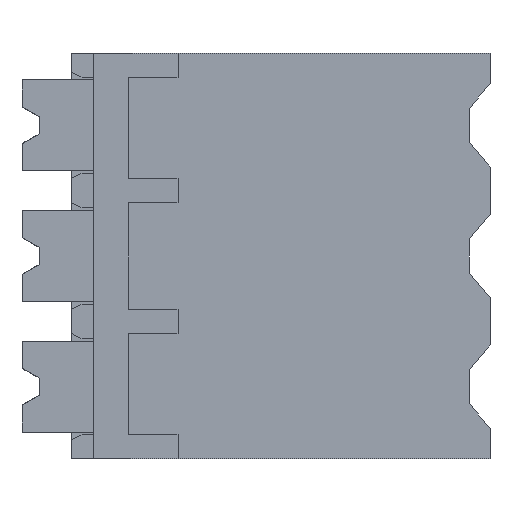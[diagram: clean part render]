
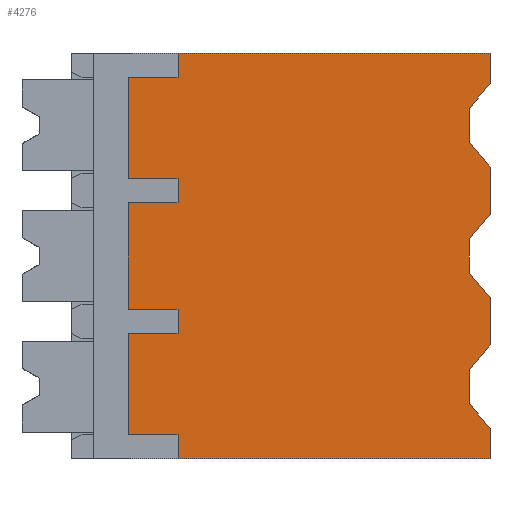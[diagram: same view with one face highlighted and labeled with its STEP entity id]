
A CAD part, left-side view. The second image highlights one B-rep face of the part: STEP entity #4276.
In plain terms, the highlighted planar face has unit normal (-1, 0, 0).
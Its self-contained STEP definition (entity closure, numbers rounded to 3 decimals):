
#50=DIRECTION('',(0.,-1.,0.));
#51=VECTOR('',#50,9.1);
#52=CARTESIAN_POINT('',(0.,9.1,-9.72));
#53=LINE('',#52,#51);
#386=DIRECTION('',(0.,0.,1.));
#387=VECTOR('',#386,0.71);
#388=CARTESIAN_POINT('',(0.,9.1,-6.07));
#389=LINE('',#388,#387);
#390=DIRECTION('',(0.,-1.,0.));
#391=VECTOR('',#390,1.45);
#392=CARTESIAN_POINT('',(0.,10.55,-5.36));
#393=LINE('',#392,#391);
#394=DIRECTION('',(0.,0.,1.));
#395=VECTOR('',#394,3.1);
#396=CARTESIAN_POINT('',(0.,10.55,-5.36));
#397=LINE('',#396,#395);
#398=DIRECTION('',(0.,1.,0.));
#399=VECTOR('',#398,1.45);
#400=CARTESIAN_POINT('',(0.,9.1,-2.26));
#401=LINE('',#400,#399);
#402=DIRECTION('',(0.,0.,1.));
#403=VECTOR('',#402,0.71);
#404=CARTESIAN_POINT('',(0.,9.1,-2.26));
#405=LINE('',#404,#403);
#406=DIRECTION('',(0.,-1.,0.));
#407=VECTOR('',#406,1.45);
#408=CARTESIAN_POINT('',(0.,10.55,-1.55));
#409=LINE('',#408,#407);
#410=DIRECTION('',(0.,0.,1.));
#411=VECTOR('',#410,2.95);
#412=CARTESIAN_POINT('',(0.,10.55,-1.55));
#413=LINE('',#412,#411);
#414=DIRECTION('',(0.,1.,0.));
#415=VECTOR('',#414,1.45);
#416=CARTESIAN_POINT('',(0.,9.1,1.4));
#417=LINE('',#416,#415);
#418=DIRECTION('',(0.,0.,1.));
#419=VECTOR('',#418,0.7);
#420=CARTESIAN_POINT('',(0.,9.1,1.4));
#421=LINE('',#420,#419);
#422=DIRECTION('',(0.,-0.643,0.766));
#423=VECTOR('',#422,0.933);
#424=CARTESIAN_POINT('',(0.,0.6,0.5));
#425=LINE('',#424,#423);
#426=DIRECTION('',(0.,0.,1.));
#427=VECTOR('',#426,1.);
#428=CARTESIAN_POINT('',(0.,0.6,-0.5));
#429=LINE('',#428,#427);
#430=DIRECTION('',(0.,0.643,0.766));
#431=VECTOR('',#430,0.933);
#432=CARTESIAN_POINT('',(0.,0.,-1.215));
#433=LINE('',#432,#431);
#434=DIRECTION('',(0.,-0.643,0.766));
#435=VECTOR('',#434,0.933);
#436=CARTESIAN_POINT('',(0.,0.6,-3.31));
#437=LINE('',#436,#435);
#438=DIRECTION('',(0.,0.,1.));
#439=VECTOR('',#438,1.);
#440=CARTESIAN_POINT('',(0.,0.6,-4.31));
#441=LINE('',#440,#439);
#442=DIRECTION('',(0.,0.643,0.766));
#443=VECTOR('',#442,0.933);
#444=CARTESIAN_POINT('',(0.,0.,-5.025));
#445=LINE('',#444,#443);
#446=DIRECTION('',(0.,-0.643,0.766));
#447=VECTOR('',#446,0.933);
#448=CARTESIAN_POINT('',(0.,0.6,-7.12));
#449=LINE('',#448,#447);
#450=DIRECTION('',(0.,0.,1.));
#451=VECTOR('',#450,1.);
#452=CARTESIAN_POINT('',(0.,0.6,-8.12));
#453=LINE('',#452,#451);
#454=DIRECTION('',(0.,0.643,0.766));
#455=VECTOR('',#454,0.933);
#456=CARTESIAN_POINT('',(0.,0.,-8.835));
#457=LINE('',#456,#455);
#458=DIRECTION('',(0.,0.,1.));
#459=VECTOR('',#458,0.7);
#460=CARTESIAN_POINT('',(0.,9.1,-9.72));
#461=LINE('',#460,#459);
#462=DIRECTION('',(0.,-1.,0.));
#463=VECTOR('',#462,1.45);
#464=CARTESIAN_POINT('',(0.,10.55,-9.02));
#465=LINE('',#464,#463);
#466=DIRECTION('',(0.,0.,1.));
#467=VECTOR('',#466,2.95);
#468=CARTESIAN_POINT('',(0.,10.55,-9.02));
#469=LINE('',#468,#467);
#470=DIRECTION('',(0.,1.,0.));
#471=VECTOR('',#470,1.45);
#472=CARTESIAN_POINT('',(0.,9.1,-6.07));
#473=LINE('',#472,#471);
#1048=DIRECTION('',(0.,-1.,0.));
#1049=VECTOR('',#1048,9.1);
#1050=CARTESIAN_POINT('',(0.,9.1,2.1));
#1051=LINE('',#1050,#1049);
#1197=DIRECTION('',(0.,0.,1.));
#1198=VECTOR('',#1197,0.885);
#1199=CARTESIAN_POINT('',(0.,0.,1.215));
#1200=LINE('',#1199,#1198);
#1209=DIRECTION('',(0.,0.,1.));
#1210=VECTOR('',#1209,1.38);
#1211=CARTESIAN_POINT('',(0.,0.,-2.595));
#1212=LINE('',#1211,#1210);
#1233=DIRECTION('',(0.,0.,1.));
#1234=VECTOR('',#1233,0.885);
#1235=CARTESIAN_POINT('',(0.,0.,-9.72));
#1236=LINE('',#1235,#1234);
#1241=DIRECTION('',(0.,0.,1.));
#1242=VECTOR('',#1241,1.38);
#1243=CARTESIAN_POINT('',(0.,0.,-6.405));
#1244=LINE('',#1243,#1242);
#2967=CARTESIAN_POINT('',(0.,9.1,-9.72));
#2968=VERTEX_POINT('',#2967);
#2969=CARTESIAN_POINT('',(0.,0.,-9.72));
#2970=VERTEX_POINT('',#2969);
#2995=CARTESIAN_POINT('',(0.,9.1,2.1));
#2996=VERTEX_POINT('',#2995);
#2997=CARTESIAN_POINT('',(0.,0.,2.1));
#2998=VERTEX_POINT('',#2997);
#3417=CARTESIAN_POINT('',(0.,9.1,1.4));
#3418=VERTEX_POINT('',#3417);
#3419=CARTESIAN_POINT('',(0.,10.55,1.4));
#3420=VERTEX_POINT('',#3419);
#3425=CARTESIAN_POINT('',(0.,9.1,-9.02));
#3426=VERTEX_POINT('',#3425);
#3427=CARTESIAN_POINT('',(0.,10.55,-9.02));
#3428=VERTEX_POINT('',#3427);
#3549=CARTESIAN_POINT('',(0.,0.,-1.215));
#3550=CARTESIAN_POINT('',(0.,0.6,-0.5));
#3551=VERTEX_POINT('',#3549);
#3552=VERTEX_POINT('',#3550);
#3553=CARTESIAN_POINT('',(0.,0.6,0.5));
#3554=VERTEX_POINT('',#3553);
#3555=CARTESIAN_POINT('',(0.,0.,1.215));
#3556=VERTEX_POINT('',#3555);
#3565=CARTESIAN_POINT('',(0.,0.,-5.025));
#3566=CARTESIAN_POINT('',(0.,0.6,-4.31));
#3567=VERTEX_POINT('',#3565);
#3568=VERTEX_POINT('',#3566);
#3569=CARTESIAN_POINT('',(0.,0.6,-3.31));
#3570=VERTEX_POINT('',#3569);
#3571=CARTESIAN_POINT('',(0.,0.,-2.595));
#3572=VERTEX_POINT('',#3571);
#3581=CARTESIAN_POINT('',(0.,0.,-8.835));
#3582=CARTESIAN_POINT('',(0.,0.6,-8.12));
#3583=VERTEX_POINT('',#3581);
#3584=VERTEX_POINT('',#3582);
#3585=CARTESIAN_POINT('',(0.,0.6,-7.12));
#3586=VERTEX_POINT('',#3585);
#3587=CARTESIAN_POINT('',(0.,0.,-6.405));
#3588=VERTEX_POINT('',#3587);
#3653=CARTESIAN_POINT('',(0.,9.1,-2.26));
#3654=VERTEX_POINT('',#3653);
#3655=CARTESIAN_POINT('',(0.,9.1,-1.55));
#3656=VERTEX_POINT('',#3655);
#3657=CARTESIAN_POINT('',(0.,10.55,-2.26));
#3658=VERTEX_POINT('',#3657);
#3659=CARTESIAN_POINT('',(0.,10.55,-1.55));
#3660=VERTEX_POINT('',#3659);
#3669=CARTESIAN_POINT('',(0.,9.1,-6.07));
#3670=VERTEX_POINT('',#3669);
#3671=CARTESIAN_POINT('',(0.,9.1,-5.36));
#3672=VERTEX_POINT('',#3671);
#3673=CARTESIAN_POINT('',(0.,10.55,-6.07));
#3674=VERTEX_POINT('',#3673);
#3675=CARTESIAN_POINT('',(0.,10.55,-5.36));
#3676=VERTEX_POINT('',#3675);
#4215=CARTESIAN_POINT('',(0.,9.1,-9.72));
#4216=DIRECTION('',(-1.,0.,0.));
#4217=DIRECTION('',(0.,-1.,0.));
#4218=AXIS2_PLACEMENT_3D('',#4215,#4216,#4217);
#4219=PLANE('',#4218);
#4221=ORIENTED_EDGE('',*,*,#4220,.T.);
#4223=ORIENTED_EDGE('',*,*,#4222,.F.);
#4225=ORIENTED_EDGE('',*,*,#4224,.T.);
#4227=ORIENTED_EDGE('',*,*,#4226,.F.);
#4229=ORIENTED_EDGE('',*,*,#4228,.T.);
#4231=ORIENTED_EDGE('',*,*,#4230,.F.);
#4233=ORIENTED_EDGE('',*,*,#4232,.T.);
#4235=ORIENTED_EDGE('',*,*,#4234,.F.);
#4237=ORIENTED_EDGE('',*,*,#4236,.T.);
#4239=ORIENTED_EDGE('',*,*,#4238,.T.);
#4241=ORIENTED_EDGE('',*,*,#4240,.F.);
#4243=ORIENTED_EDGE('',*,*,#4242,.F.);
#4245=ORIENTED_EDGE('',*,*,#4244,.F.);
#4247=ORIENTED_EDGE('',*,*,#4246,.F.);
#4249=ORIENTED_EDGE('',*,*,#4248,.F.);
#4251=ORIENTED_EDGE('',*,*,#4250,.F.);
#4253=ORIENTED_EDGE('',*,*,#4252,.F.);
#4255=ORIENTED_EDGE('',*,*,#4254,.F.);
#4257=ORIENTED_EDGE('',*,*,#4256,.F.);
#4259=ORIENTED_EDGE('',*,*,#4258,.F.);
#4261=ORIENTED_EDGE('',*,*,#4260,.F.);
#4262=ORIENTED_EDGE('',*,*,#4205,.F.);
#4264=ORIENTED_EDGE('',*,*,#4263,.F.);
#4265=ORIENTED_EDGE('',*,*,#3892,.F.);
#4267=ORIENTED_EDGE('',*,*,#4266,.T.);
#4269=ORIENTED_EDGE('',*,*,#4268,.F.);
#4271=ORIENTED_EDGE('',*,*,#4270,.T.);
#4273=ORIENTED_EDGE('',*,*,#4272,.F.);
#4274=EDGE_LOOP('',(#4221,#4223,#4225,#4227,#4229,#4231,#4233,#4235,#4237,#4239,
#4241,#4243,#4245,#4247,#4249,#4251,#4253,#4255,#4257,#4259,#4261,#4262,#4264,
#4265,#4267,#4269,#4271,#4273));
#4275=FACE_OUTER_BOUND('',#4274,.F.);
#3892=EDGE_CURVE('',#2968,#2970,#53,.T.);
#4205=EDGE_CURVE('',#3583,#3584,#457,.T.);
#4220=EDGE_CURVE('',#3670,#3672,#389,.T.);
#4222=EDGE_CURVE('',#3676,#3672,#393,.T.);
#4224=EDGE_CURVE('',#3676,#3658,#397,.T.);
#4226=EDGE_CURVE('',#3654,#3658,#401,.T.);
#4228=EDGE_CURVE('',#3654,#3656,#405,.T.);
#4230=EDGE_CURVE('',#3660,#3656,#409,.T.);
#4232=EDGE_CURVE('',#3660,#3420,#413,.T.);
#4234=EDGE_CURVE('',#3418,#3420,#417,.T.);
#4236=EDGE_CURVE('',#3418,#2996,#421,.T.);
#4238=EDGE_CURVE('',#2996,#2998,#1051,.T.);
#4240=EDGE_CURVE('',#3556,#2998,#1200,.T.);
#4242=EDGE_CURVE('',#3554,#3556,#425,.T.);
#4244=EDGE_CURVE('',#3552,#3554,#429,.T.);
#4246=EDGE_CURVE('',#3551,#3552,#433,.T.);
#4248=EDGE_CURVE('',#3572,#3551,#1212,.T.);
#4250=EDGE_CURVE('',#3570,#3572,#437,.T.);
#4252=EDGE_CURVE('',#3568,#3570,#441,.T.);
#4254=EDGE_CURVE('',#3567,#3568,#445,.T.);
#4256=EDGE_CURVE('',#3588,#3567,#1244,.T.);
#4258=EDGE_CURVE('',#3586,#3588,#449,.T.);
#4260=EDGE_CURVE('',#3584,#3586,#453,.T.);
#4263=EDGE_CURVE('',#2970,#3583,#1236,.T.);
#4266=EDGE_CURVE('',#2968,#3426,#461,.T.);
#4268=EDGE_CURVE('',#3428,#3426,#465,.T.);
#4270=EDGE_CURVE('',#3428,#3674,#469,.T.);
#4272=EDGE_CURVE('',#3670,#3674,#473,.T.);
#4276=ADVANCED_FACE('',(#4275),#4219,.T.);
